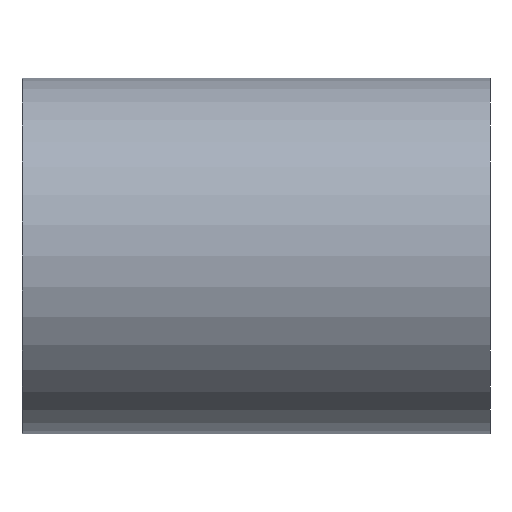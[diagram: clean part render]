
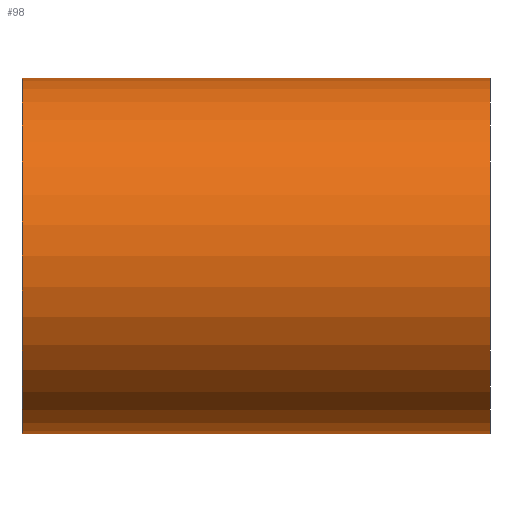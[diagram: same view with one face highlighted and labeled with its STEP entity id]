
A CAD part, left-side view. The second image highlights one B-rep face of the part: STEP entity #98.
In plain terms, the highlighted cylindrical face has radius 9.5 mm (diameter 19 mm), a full revolution.
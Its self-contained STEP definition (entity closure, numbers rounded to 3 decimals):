
#98=ADVANCED_FACE('',(#152,#154),#156,.T.);
#152=FACE_OUTER_BOUND('',#153,.T.);
#153=EDGE_LOOP('',(#171));
#154=FACE_OUTER_BOUND('',#155,.T.);
#155=EDGE_LOOP('',(#172));
#156=CYLINDRICAL_SURFACE('',#157,9.5);
#157=AXIS2_PLACEMENT_3D('',#158,#159,#160);
#158=CARTESIAN_POINT('',(0.,0.,0.));
#159=DIRECTION('',(0.,1.,0.));
#160=DIRECTION('',(-1.,0.,0.));
#171=ORIENTED_EDGE('',*,*,#178,.F.);
#172=ORIENTED_EDGE('',*,*,#175,.T.);
#175=EDGE_CURVE('',#183,#183,#184,.T.);
#178=EDGE_CURVE('',#189,#189,#190,.T.);
#183=VERTEX_POINT('',#201);
#184=CIRCLE('',#202,9.5);
#189=VERTEX_POINT('',#216);
#190=CIRCLE('',#217,9.5);
#201=CARTESIAN_POINT('',(-9.5,0.,0.));
#202=AXIS2_PLACEMENT_3D('',#203,#204,#205);
#203=CARTESIAN_POINT('',(0.,0.,0.));
#204=DIRECTION('',(0.,1.,0.));
#205=DIRECTION('',(-1.,0.,0.));
#216=CARTESIAN_POINT('',(-9.5,25.,0.));
#217=AXIS2_PLACEMENT_3D('',#218,#219,#220);
#218=CARTESIAN_POINT('',(0.,25.,0.));
#219=DIRECTION('',(0.,1.,0.));
#220=DIRECTION('',(-1.,0.,0.));
